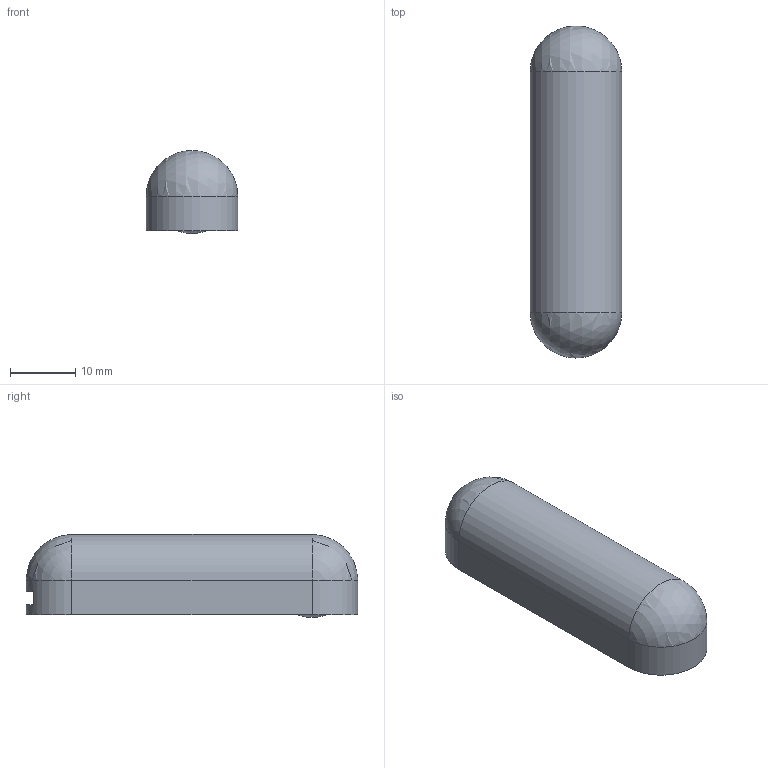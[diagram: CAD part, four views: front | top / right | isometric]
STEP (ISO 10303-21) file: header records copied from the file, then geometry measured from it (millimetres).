
FILE_DESCRIPTION(/* description */ (''),/* implementation_level */ '2;1');
FILE_NAME(/* name */ 'Diffusion Square v4.step',/* time_stamp */ '2019-02-05T21:14:11-05:00',/* author */ ('nate.damen'),/* organization */ (''),/* preprocessor_version */ 'ST-DEVELOPER v17.2',/* originating_system */ 'Autodesk Translation Framework v7.6.0.251',/* authorisation */ '');
FILE_SCHEMA (('AUTOMOTIVE_DESIGN { 1 0 10303 214 3 1 1 }'));
Length unit declared in the file: millimetre
Products named in the file (1): Diffusion Square
Bounding box: 14 x 50.8 x 12.71 mm (x, y, z)
Volume: 5779.5 mm3; surface area: 6497.4 mm2
Topology: 1 solids, 4 shells, 50 faces, 118 edges, 72 vertices
Faces by surface type: plane 37, sphere 8, cylinder 5
Entity records: 1416 total; most frequent: DIRECTION 252, CARTESIAN_POINT 233, ORIENTED_EDGE 220, EDGE_CURVE 110, AXIS2_PLACEMENT_3D 91, VERTEX_POINT 72, LINE 70, VECTOR 70
